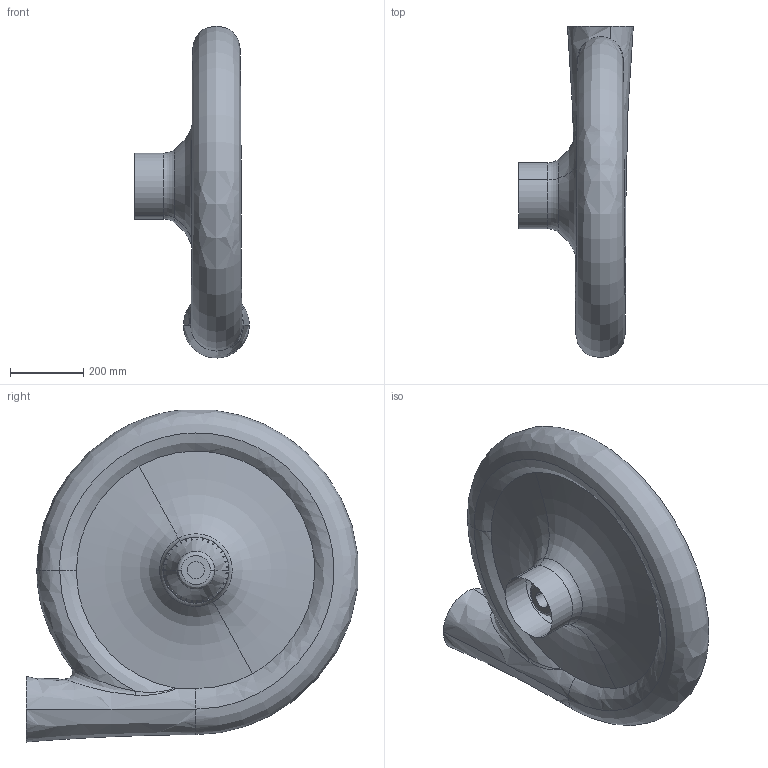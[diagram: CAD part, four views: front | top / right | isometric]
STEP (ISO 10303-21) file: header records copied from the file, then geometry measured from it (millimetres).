
FILE_DESCRIPTION(('CATIA V5 STEP Exchange'),'2;1');
FILE_NAME('final assembly.stp','2012-07-23T11:48:31+00:00',('none'),('none'),'CATIA Version 5 Release 20 GA (IN-10)','CATIA V5 STEP AP203','none');
FILE_SCHEMA(('CONFIG_CONTROL_DESIGN'));
Length unit declared in the file: millimetre
Products named in the file (1): HIGHSPEEDTURBINE
Bounding box: 313.31 x 906.69 x 907.77 mm (x, y, z)
Volume: 11648567.6 mm3; surface area: 2817400.2 mm2
Topology: 2 solids, 3 shells, 312 faces, 788 edges, 531 vertices
Faces by surface type: plane 213, bspline 51, cylinder 36, revolution 8, torus 2, extrusion 2
Entity records: 18707 total; most frequent: CARTESIAN_POINT 11903, ORIENTED_EDGE 1571, DIRECTION 979, EDGE_CURVE 788, VERTEX_POINT 531, VECTOR 370, LINE 368, EDGE_LOOP 365
